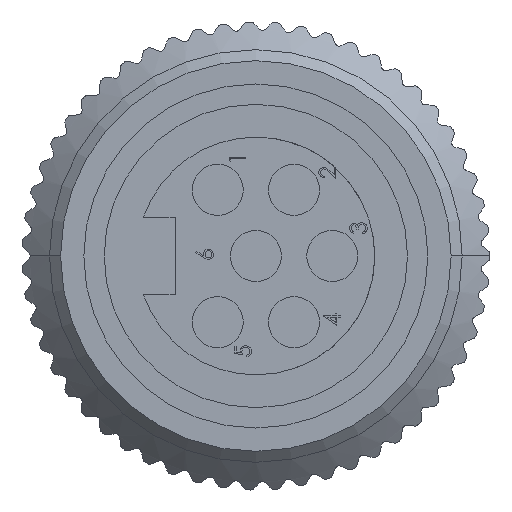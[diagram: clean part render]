
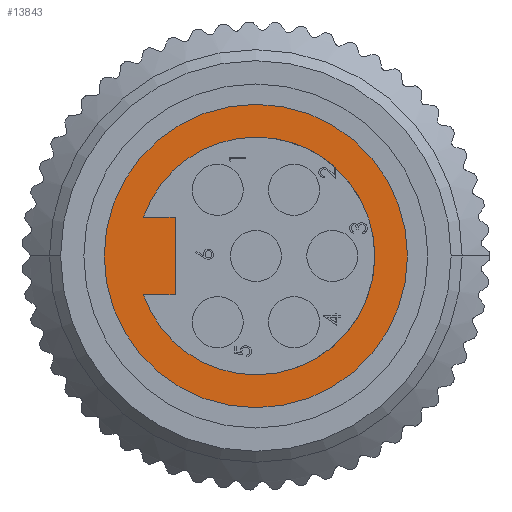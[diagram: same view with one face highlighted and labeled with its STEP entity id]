
A CAD part, left-side view. The second image highlights one B-rep face of the part: STEP entity #13843.
In plain terms, the highlighted planar face has unit normal (-1, 0, 0).
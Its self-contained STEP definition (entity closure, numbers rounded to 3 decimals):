
#423 = DIRECTION ( 'NONE',  ( 0., 1., 0. ) ) ;
#1636 = VECTOR ( 'NONE', #423, 1000. ) ;
#1743 = CIRCLE ( 'NONE', #8662, 7.11 ) ;
#1830 = EDGE_CURVE ( 'NONE', #18831, #11636, #4961, .T. ) ;
#2732 = AXIS2_PLACEMENT_3D ( 'NONE', #8742, #25724, #11197 ) ;
#3873 = EDGE_CURVE ( 'NONE', #3966, #17649, #27297, .T. ) ;
#3966 = VERTEX_POINT ( 'NONE', #19876 ) ;
#4317 = ORIENTED_EDGE ( 'NONE', *, *, #14142, .F. ) ;
#4555 = DIRECTION ( 'NONE',  ( 1., 0., 0. ) ) ;
#4869 = DIRECTION ( 'NONE',  ( 0., 0., -1. ) ) ;
#4961 = LINE ( 'NONE', #6410, #5722 ) ;
#5356 = CARTESIAN_POINT ( 'NONE',  ( 0., 4.83, 2.325 ) ) ;
#5722 = VECTOR ( 'NONE', #23385, 1000. ) ;
#6410 = CARTESIAN_POINT ( 'NONE',  ( 0., 4.83, -2.325 ) ) ;
#7241 = EDGE_CURVE ( 'NONE', #20676, #8533, #1743, .T. ) ;
#8527 = AXIS2_PLACEMENT_3D ( 'NONE', #12240, #29195, #14695 ) ;
#8533 = VERTEX_POINT ( 'NONE', #14934 ) ;
#8662 = AXIS2_PLACEMENT_3D ( 'NONE', #28226, #13742, #30684 ) ;
#8742 = CARTESIAN_POINT ( 'NONE',  ( 0., 0., 0. ) ) ;
#8830 = DIRECTION ( 'NONE',  ( 1., 0., 0. ) ) ;
#8849 = LINE ( 'NONE', #22277, #1636 ) ;
#9011 = CIRCLE ( 'NONE', #20225, 7.11 ) ;
#9163 = ORIENTED_EDGE ( 'NONE', *, *, #3873, .F. ) ;
#9935 = ORIENTED_EDGE ( 'NONE', *, *, #28846, .T. ) ;
#10831 = DIRECTION ( 'NONE',  ( -1., 0., 0. ) ) ;
#11197 = DIRECTION ( 'NONE',  ( 0., 0., -1. ) ) ;
#11493 = AXIS2_PLACEMENT_3D ( 'NONE', #23966, #4555, #4869 ) ;
#11636 = VERTEX_POINT ( 'NONE', #5356 ) ;
#11690 = FACE_BOUND ( 'NONE', #23005, .T. ) ;
#12092 = AXIS2_PLACEMENT_3D ( 'NONE', #23383, #8830, #25817 ) ;
#12240 = CARTESIAN_POINT ( 'NONE',  ( 0., 0., 0. ) ) ;
#13546 = EDGE_CURVE ( 'NONE', #21814, #22605, #9011, .T. ) ;
#13725 = CARTESIAN_POINT ( 'NONE',  ( 0., 7.11, -2.325 ) ) ;
#13742 = DIRECTION ( 'NONE',  ( -1., 0., 0. ) ) ;
#13843 = ADVANCED_FACE ( 'NONE', ( #11690, #17352 ), #19401, .F. ) ;
#14142 = EDGE_CURVE ( 'NONE', #22605, #20676, #21896, .T. ) ;
#14266 = EDGE_LOOP ( 'NONE', ( #21157, #9163 ) ) ;
#14695 = DIRECTION ( 'NONE',  ( 0., 0., -1. ) ) ;
#14934 = CARTESIAN_POINT ( 'NONE',  ( 0., 6.719, 2.325 ) ) ;
#16128 = DIRECTION ( 'NONE',  ( 0., -1., 0. ) ) ;
#17236 = ORIENTED_EDGE ( 'NONE', *, *, #7241, .F. ) ;
#17352 = FACE_OUTER_BOUND ( 'NONE', #14266, .T. ) ;
#17649 = VERTEX_POINT ( 'NONE', #23663 ) ;
#17680 = LINE ( 'NONE', #13725, #29807 ) ;
#17770 = CIRCLE ( 'NONE', #8527, 9.07 ) ;
#17875 = CARTESIAN_POINT ( 'NONE',  ( 0., 6.719, -2.325 ) ) ;
#18344 = ORIENTED_EDGE ( 'NONE', *, *, #1830, .T. ) ;
#18831 = VERTEX_POINT ( 'NONE', #23812 ) ;
#19401 = PLANE ( 'NONE',  #11493 ) ;
#19876 = CARTESIAN_POINT ( 'NONE',  ( 0., 0., -9.07 ) ) ;
#20141 = ORIENTED_EDGE ( 'NONE', *, *, #13546, .F. ) ;
#20225 = AXIS2_PLACEMENT_3D ( 'NONE', #25368, #10831, #27786 ) ;
#20676 = VERTEX_POINT ( 'NONE', #25152 ) ;
#21157 = ORIENTED_EDGE ( 'NONE', *, *, #25766, .F. ) ;
#21814 = VERTEX_POINT ( 'NONE', #17875 ) ;
#21896 = CIRCLE ( 'NONE', #2732, 7.11 ) ;
#22277 = CARTESIAN_POINT ( 'NONE',  ( 0., 7.11, 2.325 ) ) ;
#22605 = VERTEX_POINT ( 'NONE', #25833 ) ;
#23005 = EDGE_LOOP ( 'NONE', ( #28152, #17236, #4317, #20141, #9935, #18344 ) ) ;
#23383 = CARTESIAN_POINT ( 'NONE',  ( 0., 0., 0. ) ) ;
#23385 = DIRECTION ( 'NONE',  ( 0., 0., 1. ) ) ;
#23663 = CARTESIAN_POINT ( 'NONE',  ( 0., 0., 9.07 ) ) ;
#23812 = CARTESIAN_POINT ( 'NONE',  ( 0., 4.83, -2.325 ) ) ;
#23966 = CARTESIAN_POINT ( 'NONE',  ( 0., 0., 0. ) ) ;
#25152 = CARTESIAN_POINT ( 'NONE',  ( 0., 0., 7.11 ) ) ;
#25368 = CARTESIAN_POINT ( 'NONE',  ( 0., 0., 0. ) ) ;
#25724 = DIRECTION ( 'NONE',  ( -1., 0., 0. ) ) ;
#25766 = EDGE_CURVE ( 'NONE', #17649, #3966, #17770, .T. ) ;
#25817 = DIRECTION ( 'NONE',  ( 0., 0., -1. ) ) ;
#25833 = CARTESIAN_POINT ( 'NONE',  ( 0., 0., -7.11 ) ) ;
#27297 = CIRCLE ( 'NONE', #12092, 9.07 ) ;
#27786 = DIRECTION ( 'NONE',  ( 0., 0., -1. ) ) ;
#28152 = ORIENTED_EDGE ( 'NONE', *, *, #30287, .T. ) ;
#28226 = CARTESIAN_POINT ( 'NONE',  ( 0., 0., 0. ) ) ;
#28846 = EDGE_CURVE ( 'NONE', #21814, #18831, #17680, .T. ) ;
#29195 = DIRECTION ( 'NONE',  ( 1., 0., 0. ) ) ;
#29807 = VECTOR ( 'NONE', #16128, 1000. ) ;
#30287 = EDGE_CURVE ( 'NONE', #11636, #8533, #8849, .T. ) ;
#30684 = DIRECTION ( 'NONE',  ( 0., 0., -1. ) ) ;
